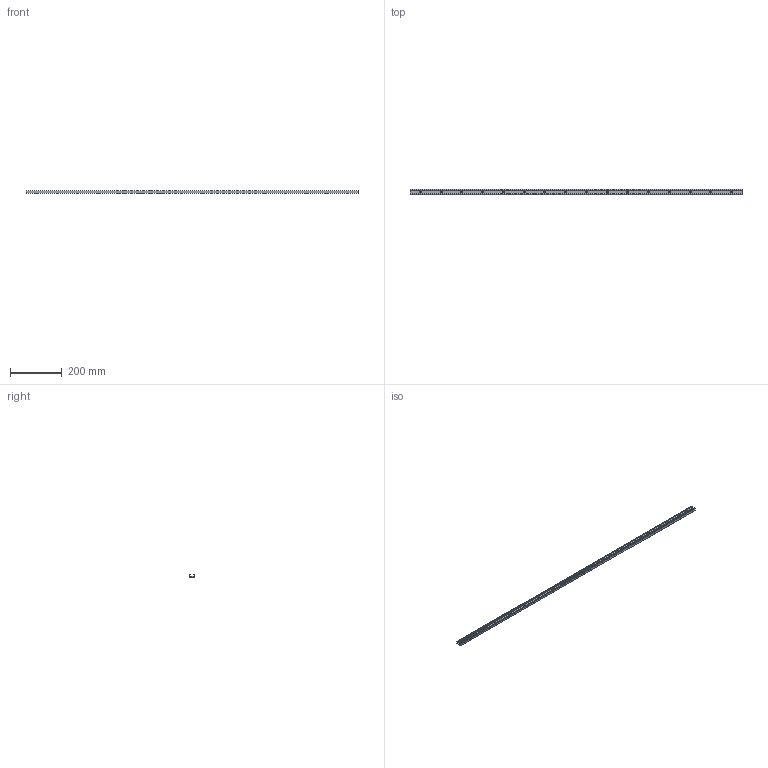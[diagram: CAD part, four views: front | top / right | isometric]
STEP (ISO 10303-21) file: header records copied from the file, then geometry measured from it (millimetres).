
FILE_DESCRIPTION (( 'STEP AP203' ), '1' );
FILE_NAME ('LUV-0-1280.step', '2024-05-13T17:26:09', ( '' ), ( '' ), 'SwSTEP 2.0', 'SolidWorks 2023', '' );
FILE_SCHEMA (( 'CONFIG_CONTROL_DESIGN' ));
Length unit declared in the file: millimetre
Products named in the file (1): LUV-0-1280
Bounding box: 1280 x 19.99 x 11 mm (x, y, z)
Volume: 141272.9 mm3; surface area: 96857.2 mm2
Topology: 1 solids, 1 shells, 106 faces, 264 edges, 176 vertices
Faces by surface type: cylinder 77, plane 29
Entity records: 3383 total; most frequent: DIRECTION 632, CARTESIAN_POINT 547, ORIENTED_EDGE 528, EDGE_CURVE 264, AXIS2_PLACEMENT_3D 261, VERTEX_POINT 176, EDGE_LOOP 154, CIRCLE 154
